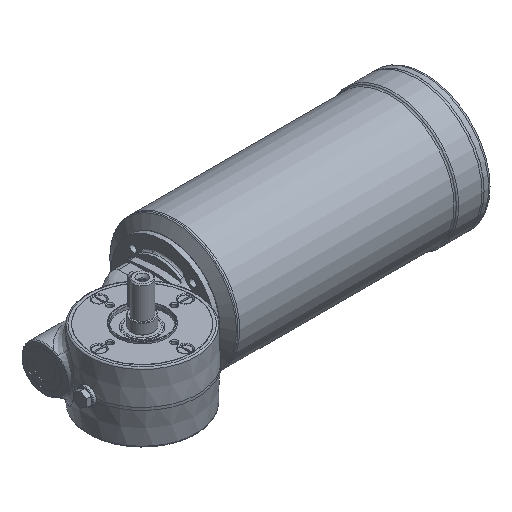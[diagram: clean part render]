
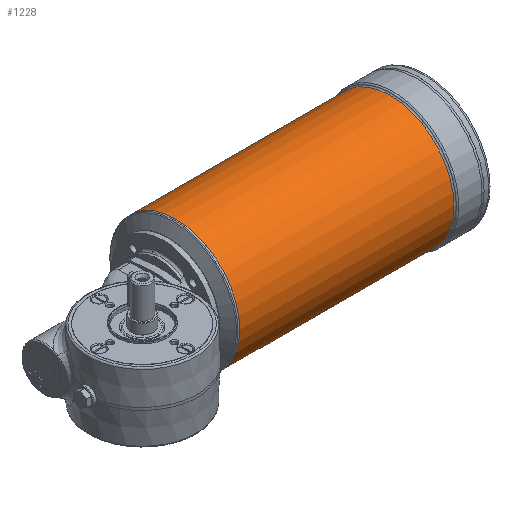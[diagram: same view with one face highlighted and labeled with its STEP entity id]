
A CAD part, isometric view. The second image highlights one B-rep face of the part: STEP entity #1228.
In plain terms, the highlighted cylindrical face has radius 64.5 mm (diameter 129 mm), a full revolution.
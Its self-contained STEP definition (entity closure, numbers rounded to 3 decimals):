
#1228 = ADVANCED_FACE( '', ( #2743, #2744 ), #2745, .T. );
#2743 = FACE_OUTER_BOUND( '', #8044, .T. );
#2744 = FACE_OUTER_BOUND( '', #8045, .T. );
#2745 = CYLINDRICAL_SURFACE( '', #8046, 64.5 );
#8044 = EDGE_LOOP( '', ( #11698 ) );
#8045 = EDGE_LOOP( '', ( #11699 ) );
#8046 = AXIS2_PLACEMENT_3D( '', #11700, #11701, #11702 );
#11698 = ORIENTED_EDGE( '', *, *, #13539, .T. );
#11699 = ORIENTED_EDGE( '', *, *, #12733, .T. );
#11700 = CARTESIAN_POINT( '', ( 239.168, 45., 0. ) );
#11701 = DIRECTION( '', ( -1., 0., 0. ) );
#11702 = DIRECTION( '', ( 0., 1., 0. ) );
#12733 = EDGE_CURVE( '', #14277, #14277, #14278, .T. );
#13539 = EDGE_CURVE( '', #15419, #15419, #15420, .F. );
#14277 = VERTEX_POINT( '', #17269 );
#14278 = CIRCLE( '', #17270, 64.5 );
#15419 = VERTEX_POINT( '', #19799 );
#15420 = CIRCLE( '', #19800, 64.5 );
#17269 = CARTESIAN_POINT( '', ( 79., 109.5, 0. ) );
#17270 = AXIS2_PLACEMENT_3D( '', #20488, #20489, #20490 );
#19799 = CARTESIAN_POINT( '', ( 295.172, 109.5, 0. ) );
#19800 = AXIS2_PLACEMENT_3D( '', #21411, #21412, #21413 );
#20488 = CARTESIAN_POINT( '', ( 79., 45., 0. ) );
#20489 = DIRECTION( '', ( 1., 0., 0. ) );
#20490 = DIRECTION( '', ( 0., 1., 0. ) );
#21411 = CARTESIAN_POINT( '', ( 295.172, 45., 0. ) );
#21412 = DIRECTION( '', ( 1., 0., 0. ) );
#21413 = DIRECTION( '', ( 0., 1., 0. ) );
